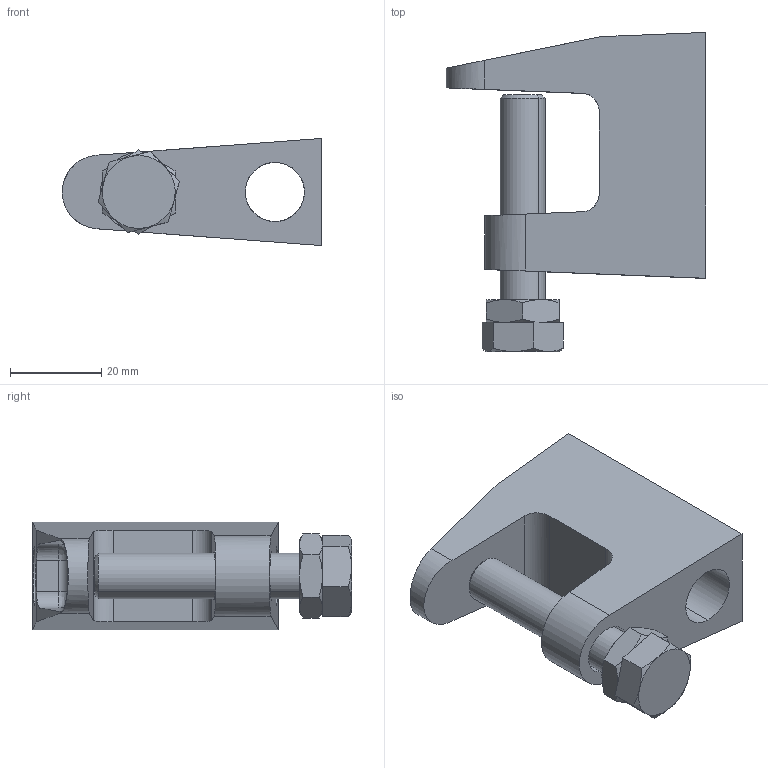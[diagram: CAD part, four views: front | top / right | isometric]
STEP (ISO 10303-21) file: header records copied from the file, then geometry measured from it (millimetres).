
FILE_DESCRIPTION (( 'STEP AP214' ), '1' );
FILE_NAME ('R861-106.STEP', '2024-08-30T12:51:41', ( '' ), ( '' ), 'SwSTEP 2.0', 'SolidWorks 2024', '' );
FILE_SCHEMA (( 'AUTOMOTIVE_DESIGN' ));
Length unit declared in the file: millimetre
Products named in the file (1): R861-106
Bounding box: 56.96 x 70.07 x 23.53 mm (x, y, z)
Volume: 30274.3 mm3; surface area: 13903.8 mm2
Topology: 3 solids, 3 shells, 97 faces, 233 edges, 142 vertices
Faces by surface type: plane 36, bspline 27, cone 24, cylinder 10
Entity records: 3711 total; most frequent: CARTESIAN_POINT 1741, ORIENTED_EDGE 466, DIRECTION 309, EDGE_CURVE 233, VERTEX_POINT 142, AXIS2_PLACEMENT_3D 109, EDGE_LOOP 105, FACE_OUTER_BOUND 97
